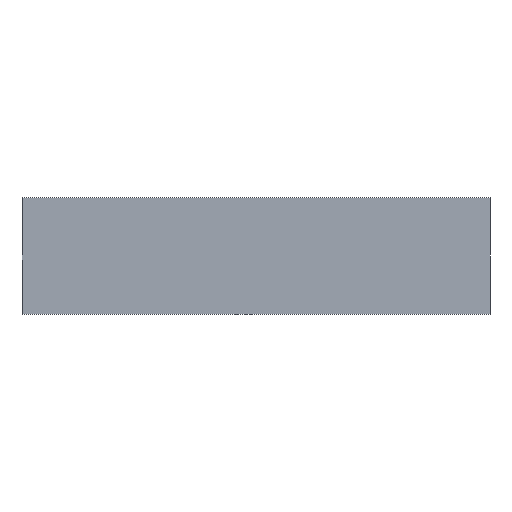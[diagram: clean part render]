
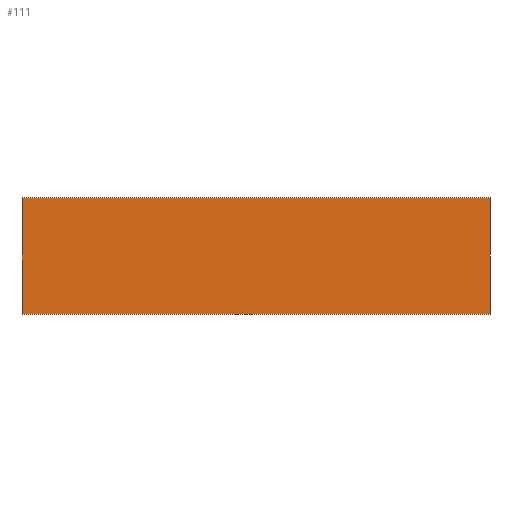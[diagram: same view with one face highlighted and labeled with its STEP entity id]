
A CAD part, top view. The second image highlights one B-rep face of the part: STEP entity #111.
In plain terms, the highlighted planar face has unit normal (0, 0, 1).
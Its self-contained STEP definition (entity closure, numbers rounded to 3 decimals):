
#4 = VERTEX_POINT ( 'NONE', #40 ) ;
#7 = EDGE_CURVE ( 'NONE', #4, #104, #32, .T. ) ;
#8 = DIRECTION ( 'NONE',  ( 0., 1., 0. ) ) ;
#10 = AXIS2_PLACEMENT_3D ( 'NONE', #20, #35, #117 ) ;
#11 = CARTESIAN_POINT ( 'NONE',  ( 80., 20., 0. ) ) ;
#12 = VERTEX_POINT ( 'NONE', #100 ) ;
#17 = LINE ( 'NONE', #29, #82 ) ;
#20 = CARTESIAN_POINT ( 'NONE',  ( 0., 0., 0. ) ) ;
#29 = CARTESIAN_POINT ( 'NONE',  ( -80., -20., 0. ) ) ;
#32 = LINE ( 'NONE', #52, #110 ) ;
#34 = CARTESIAN_POINT ( 'NONE',  ( -80., -20., 0. ) ) ;
#35 = DIRECTION ( 'NONE',  ( 0., 0., -1. ) ) ;
#36 = ORIENTED_EDGE ( 'NONE', *, *, #50, .T. ) ;
#39 = VECTOR ( 'NONE', #116, 1000. ) ;
#40 = CARTESIAN_POINT ( 'NONE',  ( 80., -20., 0. ) ) ;
#43 = CARTESIAN_POINT ( 'NONE',  ( -80., 20., 0. ) ) ;
#44 = DIRECTION ( 'NONE',  ( 0., -1., 0. ) ) ;
#45 = VECTOR ( 'NONE', #67, 1000. ) ;
#50 = EDGE_CURVE ( 'NONE', #12, #66, #17, .T. ) ;
#52 = CARTESIAN_POINT ( 'NONE',  ( 80., -20., 0. ) ) ;
#55 = ORIENTED_EDGE ( 'NONE', *, *, #83, .T. ) ;
#63 = ORIENTED_EDGE ( 'NONE', *, *, #122, .T. ) ;
#66 = VERTEX_POINT ( 'NONE', #97 ) ;
#67 = DIRECTION ( 'NONE',  ( 1., 0., 0. ) ) ;
#73 = FACE_OUTER_BOUND ( 'NONE', #102, .T. ) ;
#76 = PLANE ( 'NONE',  #10 ) ;
#78 = LINE ( 'NONE', #34, #45 ) ;
#82 = VECTOR ( 'NONE', #44, 1000. ) ;
#83 = EDGE_CURVE ( 'NONE', #104, #12, #99, .T. ) ;
#91 = ORIENTED_EDGE ( 'NONE', *, *, #7, .T. ) ;
#97 = CARTESIAN_POINT ( 'NONE',  ( -80., -20., 0. ) ) ;
#99 = LINE ( 'NONE', #43, #39 ) ;
#100 = CARTESIAN_POINT ( 'NONE',  ( -80., 20., 0. ) ) ;
#102 = EDGE_LOOP ( 'NONE', ( #91, #55, #36, #63 ) ) ;
#104 = VERTEX_POINT ( 'NONE', #11 ) ;
#110 = VECTOR ( 'NONE', #8, 1000. ) ;
#111 = ADVANCED_FACE ( 'NONE', ( #73 ), #76, .F. ) ;
#116 = DIRECTION ( 'NONE',  ( -1., 0., 0. ) ) ;
#117 = DIRECTION ( 'NONE',  ( -1., 0., 0. ) ) ;
#122 = EDGE_CURVE ( 'NONE', #66, #4, #78, .T. ) ;
